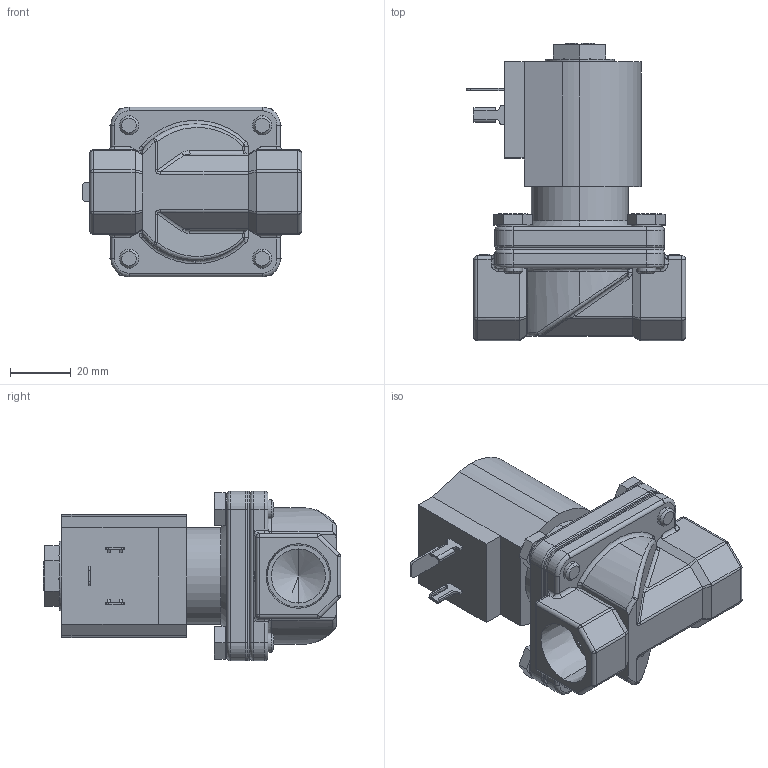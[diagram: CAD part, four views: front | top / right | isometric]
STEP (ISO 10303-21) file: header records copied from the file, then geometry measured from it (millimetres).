
FILE_DESCRIPTION (( 'STEP AP203' ), '1' );
FILE_NAME ('S201YF02V5DG4.step', '2023-12-20T17:27:42', ( '' ), ( '' ), 'SwSTEP 2.0', 'SolidWorks 2023', '' );
FILE_SCHEMA (( 'CONFIG_CONTROL_DESIGN' ));
Length unit declared in the file: inch
Products named in the file (1): S201YF02V5DG4
Bounding box: 72.42 x 98.22 x 56.01 mm (x, y, z)
Volume: 154449.5 mm3; surface area: 27620.3 mm2
Topology: 1 solids, 1 shells, 507 faces, 1365 edges, 848 vertices
Faces by surface type: plane 201, cylinder 158, bspline 120, cone 28
Entity records: 19304 total; most frequent: CARTESIAN_POINT 7408, ORIENTED_EDGE 2694, DIRECTION 2142, EDGE_CURVE 1347, VERTEX_POINT 848, VECTOR 748, LINE 748, AXIS2_PLACEMENT_3D 697
